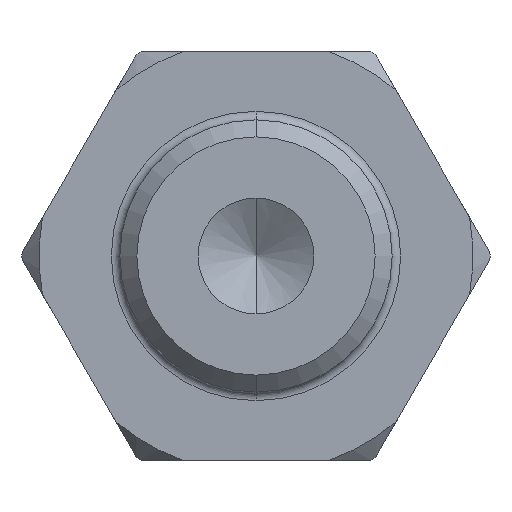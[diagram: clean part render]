
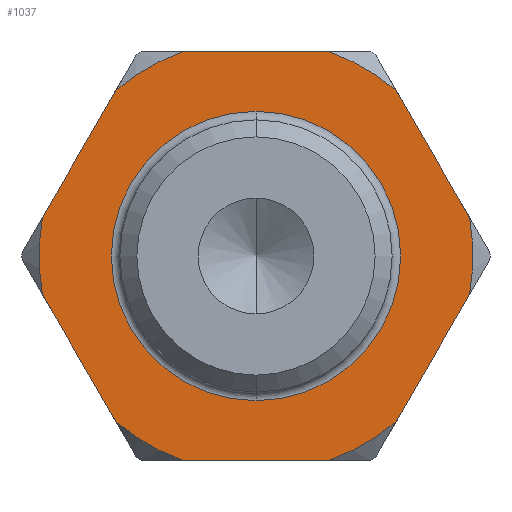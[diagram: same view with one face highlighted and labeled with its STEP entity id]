
A CAD part, front view. The second image highlights one B-rep face of the part: STEP entity #1037.
In plain terms, the highlighted planar face has unit normal (0, -1, 0).
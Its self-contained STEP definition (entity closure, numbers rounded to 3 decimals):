
#1 = CARTESIAN_POINT ( 'NONE',  ( 0., -12., 0. ) ) ;
#11 = CIRCLE ( 'NONE', #1179, 12.75 ) ;
#13 = CARTESIAN_POINT ( 'NONE',  ( -12.547, -12., 2.269 ) ) ;
#19 = CARTESIAN_POINT ( 'NONE',  ( 0., -12., 0. ) ) ;
#32 = VERTEX_POINT ( 'NONE', #945 ) ;
#61 = CARTESIAN_POINT ( 'NONE',  ( 6.955, -12., 11.954 ) ) ;
#79 = VERTEX_POINT ( 'NONE', #481 ) ;
#105 = VECTOR ( 'NONE', #793, 1000. ) ;
#114 = ORIENTED_EDGE ( 'NONE', *, *, #221, .F. ) ;
#121 = EDGE_LOOP ( 'NONE', ( #947, #638, #366, #499, #671, #1043, #566, #190, #1012, #1287, #114, #1367 ) ) ;
#124 = DIRECTION ( 'NONE',  ( 0., 0., 1. ) ) ;
#134 = CARTESIAN_POINT ( 'NONE',  ( 0., -12., 0. ) ) ;
#141 = DIRECTION ( 'NONE',  ( 0., 0., 1. ) ) ;
#145 = VERTEX_POINT ( 'NONE', #162 ) ;
#157 = VERTEX_POINT ( 'NONE', #1497 ) ;
#162 = CARTESIAN_POINT ( 'NONE',  ( 12.547, -12., 2.269 ) ) ;
#165 = VECTOR ( 'NONE', #1003, 1000. ) ;
#172 = CARTESIAN_POINT ( 'NONE',  ( 6.955, -12., -11.954 ) ) ;
#185 = LINE ( 'NONE', #442, #749 ) ;
#190 = ORIENTED_EDGE ( 'NONE', *, *, #244, .T. ) ;
#196 = CARTESIAN_POINT ( 'NONE',  ( 0., -12., 8.5 ) ) ;
#203 = DIRECTION ( 'NONE',  ( 0., -1., 0. ) ) ;
#205 = AXIS2_PLACEMENT_3D ( 'NONE', #965, #248, #1093 ) ;
#221 = EDGE_CURVE ( 'NONE', #883, #145, #1351, .T. ) ;
#223 = LINE ( 'NONE', #1182, #517 ) ;
#234 = DIRECTION ( 'NONE',  ( 0., 1., 0. ) ) ;
#244 = EDGE_CURVE ( 'NONE', #1223, #79, #755, .T. ) ;
#248 = DIRECTION ( 'NONE',  ( 0., -1., 0. ) ) ;
#250 = DIRECTION ( 'NONE',  ( 0., 0., 1. ) ) ;
#261 = EDGE_CURVE ( 'NONE', #1333, #561, #464, .T. ) ;
#264 = DIRECTION ( 'NONE',  ( 1., 0., 0. ) ) ;
#285 = VERTEX_POINT ( 'NONE', #1446 ) ;
#301 = CIRCLE ( 'NONE', #466, 8.5 ) ;
#311 = EDGE_CURVE ( 'NONE', #1040, #1183, #991, .T. ) ;
#328 = CIRCLE ( 'NONE', #958, 12.75 ) ;
#340 = VECTOR ( 'NONE', #1522, 1000. ) ;
#346 = EDGE_LOOP ( 'NONE', ( #447, #1109 ) ) ;
#350 = CARTESIAN_POINT ( 'NONE',  ( 0., -12., 0. ) ) ;
#366 = ORIENTED_EDGE ( 'NONE', *, *, #1476, .F. ) ;
#368 = CARTESIAN_POINT ( 'NONE',  ( -13.75, -12., 0. ) ) ;
#442 = CARTESIAN_POINT ( 'NONE',  ( -13.83, -12., -0.046 ) ) ;
#447 = ORIENTED_EDGE ( 'NONE', *, *, #261, .T. ) ;
#464 = CIRCLE ( 'NONE', #1358, 8.5 ) ;
#466 = AXIS2_PLACEMENT_3D ( 'NONE', #583, #1427, #700 ) ;
#470 = EDGE_CURVE ( 'NONE', #157, #1183, #185, .T. ) ;
#473 = DIRECTION ( 'NONE',  ( 0., 0., 1. ) ) ;
#478 = LINE ( 'NONE', #869, #1362 ) ;
#481 = CARTESIAN_POINT ( 'NONE',  ( 8.238, -12., -9.731 ) ) ;
#499 = ORIENTED_EDGE ( 'NONE', *, *, #311, .T. ) ;
#510 = CARTESIAN_POINT ( 'NONE',  ( 8.238, -12., 9.731 ) ) ;
#517 = VECTOR ( 'NONE', #576, 1000. ) ;
#561 = VERTEX_POINT ( 'NONE', #1444 ) ;
#566 = ORIENTED_EDGE ( 'NONE', *, *, #1325, .F. ) ;
#576 = DIRECTION ( 'NONE',  ( 0.5, 0., 0.866 ) ) ;
#583 = CARTESIAN_POINT ( 'NONE',  ( 0., -12., 0. ) ) ;
#616 = DIRECTION ( 'NONE',  ( 0., 1., 0. ) ) ;
#638 = ORIENTED_EDGE ( 'NONE', *, *, #1071, .T. ) ;
#662 = CARTESIAN_POINT ( 'NONE',  ( -8.238, -12., 9.731 ) ) ;
#663 = LINE ( 'NONE', #1164, #340 ) ;
#665 = EDGE_CURVE ( 'NONE', #285, #1208, #478, .T. ) ;
#671 = ORIENTED_EDGE ( 'NONE', *, *, #470, .F. ) ;
#700 = DIRECTION ( 'NONE',  ( 0., 0., 1. ) ) ;
#746 = VERTEX_POINT ( 'NONE', #1201 ) ;
#749 = VECTOR ( 'NONE', #1285, 1000. ) ;
#755 = CIRCLE ( 'NONE', #1283, 12.75 ) ;
#762 = EDGE_CURVE ( 'NONE', #157, #32, #328, .T. ) ;
#777 = CARTESIAN_POINT ( 'NONE',  ( 4.308, -12., 12. ) ) ;
#791 = EDGE_CURVE ( 'NONE', #883, #1208, #923, .T. ) ;
#793 = DIRECTION ( 'NONE',  ( 0.5, 0., -0.866 ) ) ;
#850 = DIRECTION ( 'NONE',  ( 0., -1., 0. ) ) ;
#866 = DIRECTION ( 'NONE',  ( 0., -1., 0. ) ) ;
#869 = CARTESIAN_POINT ( 'NONE',  ( -13.75, -12., 12. ) ) ;
#883 = VERTEX_POINT ( 'NONE', #510 ) ;
#890 = CARTESIAN_POINT ( 'NONE',  ( 4.308, -12., -12. ) ) ;
#893 = EDGE_CURVE ( 'NONE', #746, #79, #1130, .T. ) ;
#923 = CIRCLE ( 'NONE', #1041, 12.75 ) ;
#925 = CARTESIAN_POINT ( 'NONE',  ( 0., -12., 0. ) ) ;
#944 = CIRCLE ( 'NONE', #1387, 12.75 ) ;
#945 = CARTESIAN_POINT ( 'NONE',  ( -4.308, -12., -12. ) ) ;
#947 = ORIENTED_EDGE ( 'NONE', *, *, #665, .F. ) ;
#956 = CARTESIAN_POINT ( 'NONE',  ( 0., -12., 0. ) ) ;
#958 = AXIS2_PLACEMENT_3D ( 'NONE', #1, #850, #124 ) ;
#965 = CARTESIAN_POINT ( 'NONE',  ( 0., -12., 0. ) ) ;
#968 = DIRECTION ( 'NONE',  ( 0., -1., 0. ) ) ;
#991 = CIRCLE ( 'NONE', #205, 12.75 ) ;
#1001 = CARTESIAN_POINT ( 'NONE',  ( -12.547, -12., -2.269 ) ) ;
#1003 = DIRECTION ( 'NONE',  ( -0.5, 0., -0.866 ) ) ;
#1012 = ORIENTED_EDGE ( 'NONE', *, *, #893, .F. ) ;
#1037 = ADVANCED_FACE ( 'NONE', ( #1298, #1257 ), #1339, .F. ) ;
#1039 = DIRECTION ( 'NONE',  ( 0., 0., 1. ) ) ;
#1040 = VERTEX_POINT ( 'NONE', #13 ) ;
#1041 = AXIS2_PLACEMENT_3D ( 'NONE', #134, #968, #250 ) ;
#1043 = ORIENTED_EDGE ( 'NONE', *, *, #762, .T. ) ;
#1071 = EDGE_CURVE ( 'NONE', #285, #1275, #11, .T. ) ;
#1079 = DIRECTION ( 'NONE',  ( 0., 0., 1. ) ) ;
#1093 = DIRECTION ( 'NONE',  ( 0., 0., 1. ) ) ;
#1095 = AXIS2_PLACEMENT_3D ( 'NONE', #368, #616, #1457 ) ;
#1109 = ORIENTED_EDGE ( 'NONE', *, *, #1472, .T. ) ;
#1130 = LINE ( 'NONE', #172, #165 ) ;
#1164 = CARTESIAN_POINT ( 'NONE',  ( -13.75, -12., -12. ) ) ;
#1179 = AXIS2_PLACEMENT_3D ( 'NONE', #19, #866, #141 ) ;
#1182 = CARTESIAN_POINT ( 'NONE',  ( -13.83, -12., 0.046 ) ) ;
#1183 = VERTEX_POINT ( 'NONE', #1001 ) ;
#1197 = DIRECTION ( 'NONE',  ( 0., -1., 0. ) ) ;
#1201 = CARTESIAN_POINT ( 'NONE',  ( 12.547, -12., -2.269 ) ) ;
#1208 = VERTEX_POINT ( 'NONE', #777 ) ;
#1223 = VERTEX_POINT ( 'NONE', #890 ) ;
#1257 = FACE_OUTER_BOUND ( 'NONE', #121, .T. ) ;
#1275 = VERTEX_POINT ( 'NONE', #662 ) ;
#1283 = AXIS2_PLACEMENT_3D ( 'NONE', #350, #1197, #473 ) ;
#1285 = DIRECTION ( 'NONE',  ( -0.5, 0., 0.866 ) ) ;
#1287 = ORIENTED_EDGE ( 'NONE', *, *, #1376, .T. ) ;
#1298 = FACE_BOUND ( 'NONE', #346, .T. ) ;
#1325 = EDGE_CURVE ( 'NONE', #1223, #32, #663, .T. ) ;
#1333 = VERTEX_POINT ( 'NONE', #196 ) ;
#1339 = PLANE ( 'NONE',  #1095 ) ;
#1351 = LINE ( 'NONE', #61, #105 ) ;
#1358 = AXIS2_PLACEMENT_3D ( 'NONE', #956, #234, #1079 ) ;
#1362 = VECTOR ( 'NONE', #264, 1000. ) ;
#1367 = ORIENTED_EDGE ( 'NONE', *, *, #791, .T. ) ;
#1376 = EDGE_CURVE ( 'NONE', #746, #145, #944, .T. ) ;
#1387 = AXIS2_PLACEMENT_3D ( 'NONE', #925, #203, #1039 ) ;
#1427 = DIRECTION ( 'NONE',  ( 0., 1., 0. ) ) ;
#1444 = CARTESIAN_POINT ( 'NONE',  ( 0., -12., -8.5 ) ) ;
#1446 = CARTESIAN_POINT ( 'NONE',  ( -4.308, -12., 12. ) ) ;
#1457 = DIRECTION ( 'NONE',  ( 0., 0., 1. ) ) ;
#1472 = EDGE_CURVE ( 'NONE', #561, #1333, #301, .T. ) ;
#1476 = EDGE_CURVE ( 'NONE', #1040, #1275, #223, .T. ) ;
#1497 = CARTESIAN_POINT ( 'NONE',  ( -8.238, -12., -9.731 ) ) ;
#1522 = DIRECTION ( 'NONE',  ( -1., 0., 0. ) ) ;
